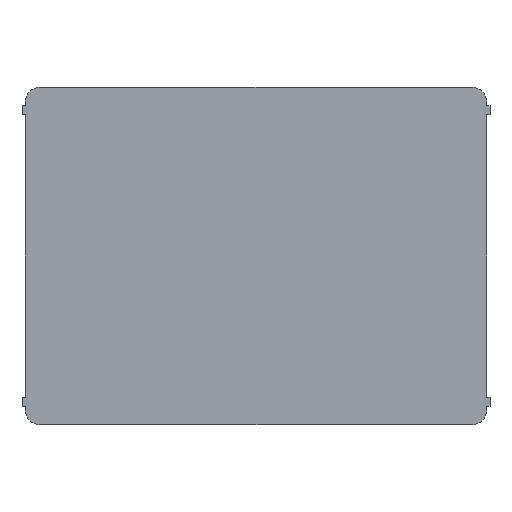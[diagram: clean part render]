
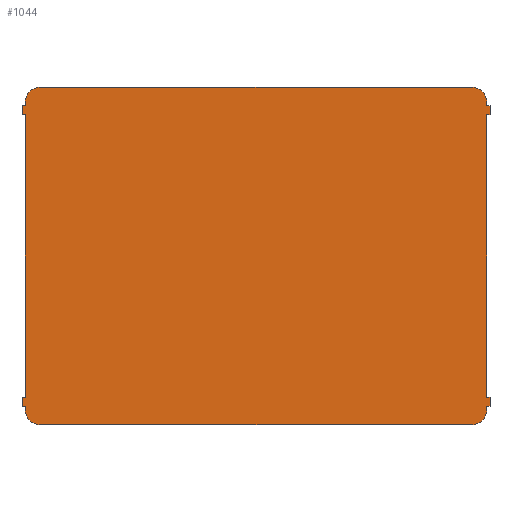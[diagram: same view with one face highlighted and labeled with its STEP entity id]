
A CAD part, front view. The second image highlights one B-rep face of the part: STEP entity #1044.
In plain terms, the highlighted planar face has unit normal (0, -1, 0).
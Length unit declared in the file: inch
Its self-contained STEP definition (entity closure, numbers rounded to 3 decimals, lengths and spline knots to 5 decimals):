
#26=CIRCLE('',#1106,0.625);
#27=CIRCLE('',#1107,0.625);
#28=CIRCLE('',#1108,0.625);
#29=CIRCLE('',#1109,0.625);
#50=FACE_OUTER_BOUND('',#109,.T.);
#109=EDGE_LOOP('',(#729,#730,#731,#732,#733,#734,#735,#736,#737,#738,#739,
#740,#741,#742,#743,#744,#745,#746,#747,#748,#749,#750,#751,#752));
#162=LINE('',#1466,#298);
#166=LINE('',#1474,#302);
#170=LINE('',#1482,#306);
#174=LINE('',#1491,#310);
#178=LINE('',#1499,#314);
#182=LINE('',#1507,#318);
#188=LINE('',#1519,#324);
#199=LINE('',#1545,#335);
#209=LINE('',#1569,#345);
#210=LINE('',#1571,#346);
#211=LINE('',#1572,#347);
#212=LINE('',#1574,#348);
#213=LINE('',#1576,#349);
#214=LINE('',#1577,#350);
#215=LINE('',#1581,#351);
#216=LINE('',#1583,#352);
#217=LINE('',#1584,#353);
#218=LINE('',#1586,#354);
#219=LINE('',#1588,#355);
#220=LINE('',#1589,#356);
#298=VECTOR('',#1177,11.375);
#302=VECTOR('',#1181,0.125);
#306=VECTOR('',#1185,0.125);
#310=VECTOR('',#1191,0.125);
#314=VECTOR('',#1195,0.125);
#318=VECTOR('',#1199,11.375);
#324=VECTOR('',#1207,17.375);
#335=VECTOR('',#1224,17.375);
#345=VECTOR('',#1244,0.125);
#346=VECTOR('',#1245,0.375);
#347=VECTOR('',#1246,0.125);
#348=VECTOR('',#1247,0.125);
#349=VECTOR('',#1248,0.375);
#350=VECTOR('',#1249,0.125);
#351=VECTOR('',#1254,0.125);
#352=VECTOR('',#1255,0.375);
#353=VECTOR('',#1256,0.125);
#354=VECTOR('',#1257,0.125);
#355=VECTOR('',#1258,0.375);
#356=VECTOR('',#1259,0.125);
#433=VERTEX_POINT('',#1462);
#435=VERTEX_POINT('',#1465);
#438=VERTEX_POINT('',#1471);
#439=VERTEX_POINT('',#1473);
#442=VERTEX_POINT('',#1479);
#443=VERTEX_POINT('',#1481);
#445=VERTEX_POINT('',#1487);
#447=VERTEX_POINT('',#1490);
#450=VERTEX_POINT('',#1496);
#451=VERTEX_POINT('',#1498);
#454=VERTEX_POINT('',#1504);
#455=VERTEX_POINT('',#1506);
#457=VERTEX_POINT('',#1512);
#460=VERTEX_POINT('',#1517);
#471=VERTEX_POINT('',#1542);
#472=VERTEX_POINT('',#1544);
#481=VERTEX_POINT('',#1568);
#482=VERTEX_POINT('',#1570);
#483=VERTEX_POINT('',#1573);
#484=VERTEX_POINT('',#1575);
#485=VERTEX_POINT('',#1580);
#486=VERTEX_POINT('',#1582);
#487=VERTEX_POINT('',#1585);
#488=VERTEX_POINT('',#1587);
#530=EDGE_CURVE('',#433,#435,#162,.T.);
#534=EDGE_CURVE('',#438,#439,#166,.T.);
#538=EDGE_CURVE('',#442,#443,#170,.T.);
#542=EDGE_CURVE('',#445,#447,#174,.T.);
#546=EDGE_CURVE('',#450,#451,#178,.T.);
#550=EDGE_CURVE('',#454,#455,#182,.T.);
#556=EDGE_CURVE('',#460,#457,#188,.T.);
#567=EDGE_CURVE('',#471,#472,#199,.T.);
#577=EDGE_CURVE('',#450,#472,#26,.T.);
#578=EDGE_CURVE('',#471,#439,#27,.T.);
#579=EDGE_CURVE('',#481,#438,#209,.T.);
#580=EDGE_CURVE('',#482,#481,#210,.T.);
#581=EDGE_CURVE('',#482,#435,#211,.T.);
#582=EDGE_CURVE('',#483,#433,#212,.T.);
#583=EDGE_CURVE('',#484,#483,#213,.T.);
#584=EDGE_CURVE('',#484,#443,#214,.T.);
#585=EDGE_CURVE('',#442,#457,#28,.T.);
#586=EDGE_CURVE('',#460,#447,#29,.T.);
#587=EDGE_CURVE('',#485,#445,#215,.T.);
#588=EDGE_CURVE('',#486,#485,#216,.T.);
#589=EDGE_CURVE('',#486,#455,#217,.T.);
#590=EDGE_CURVE('',#487,#454,#218,.T.);
#591=EDGE_CURVE('',#488,#487,#219,.T.);
#592=EDGE_CURVE('',#488,#451,#220,.T.);
#729=ORIENTED_EDGE('',*,*,#546,.F.);
#730=ORIENTED_EDGE('',*,*,#577,.T.);
#731=ORIENTED_EDGE('',*,*,#567,.F.);
#732=ORIENTED_EDGE('',*,*,#578,.T.);
#733=ORIENTED_EDGE('',*,*,#534,.F.);
#734=ORIENTED_EDGE('',*,*,#579,.F.);
#735=ORIENTED_EDGE('',*,*,#580,.F.);
#736=ORIENTED_EDGE('',*,*,#581,.T.);
#737=ORIENTED_EDGE('',*,*,#530,.F.);
#738=ORIENTED_EDGE('',*,*,#582,.F.);
#739=ORIENTED_EDGE('',*,*,#583,.F.);
#740=ORIENTED_EDGE('',*,*,#584,.T.);
#741=ORIENTED_EDGE('',*,*,#538,.F.);
#742=ORIENTED_EDGE('',*,*,#585,.T.);
#743=ORIENTED_EDGE('',*,*,#556,.F.);
#744=ORIENTED_EDGE('',*,*,#586,.T.);
#745=ORIENTED_EDGE('',*,*,#542,.F.);
#746=ORIENTED_EDGE('',*,*,#587,.F.);
#747=ORIENTED_EDGE('',*,*,#588,.F.);
#748=ORIENTED_EDGE('',*,*,#589,.T.);
#749=ORIENTED_EDGE('',*,*,#550,.F.);
#750=ORIENTED_EDGE('',*,*,#590,.F.);
#751=ORIENTED_EDGE('',*,*,#591,.F.);
#752=ORIENTED_EDGE('',*,*,#592,.T.);
#993=PLANE('',#1105);
#1044=ADVANCED_FACE('',(#50),#993,.T.);
#1105=AXIS2_PLACEMENT_3D('',#1565,#1238,#1239);
#1106=AXIS2_PLACEMENT_3D('',#1566,#1240,#1241);
#1107=AXIS2_PLACEMENT_3D('',#1567,#1242,#1243);
#1108=AXIS2_PLACEMENT_3D('',#1578,#1250,#1251);
#1109=AXIS2_PLACEMENT_3D('',#1579,#1252,#1253);
#1177=DIRECTION('',(0.,0.,-1.));
#1181=DIRECTION('',(0.,0.,-1.));
#1185=DIRECTION('',(0.,0.,-1.));
#1191=DIRECTION('',(0.,0.,1.));
#1195=DIRECTION('',(0.,0.,1.));
#1199=DIRECTION('',(0.,0.,1.));
#1207=DIRECTION('',(1.,0.,0.));
#1224=DIRECTION('',(-1.,0.,0.));
#1238=DIRECTION('center_axis',(0.,-1.,0.));
#1239=DIRECTION('ref_axis',(0.,0.,-1.));
#1240=DIRECTION('center_axis',(0.,-1.,0.));
#1241=DIRECTION('ref_axis',(0.,0.,-1.));
#1242=DIRECTION('center_axis',(0.,-1.,0.));
#1243=DIRECTION('ref_axis',(0.,0.,-1.));
#1244=DIRECTION('',(-1.,0.,0.));
#1245=DIRECTION('',(0.,0.,-1.));
#1246=DIRECTION('',(-1.,0.,0.));
#1247=DIRECTION('',(-1.,0.,0.));
#1248=DIRECTION('',(0.,0.,-1.));
#1249=DIRECTION('',(-1.,0.,0.));
#1250=DIRECTION('center_axis',(0.,-1.,0.));
#1251=DIRECTION('ref_axis',(0.,0.,-1.));
#1252=DIRECTION('center_axis',(0.,-1.,0.));
#1253=DIRECTION('ref_axis',(0.,0.,-1.));
#1254=DIRECTION('',(1.,0.,0.));
#1255=DIRECTION('',(0.,0.,1.));
#1256=DIRECTION('',(1.,0.,0.));
#1257=DIRECTION('',(1.,0.,0.));
#1258=DIRECTION('',(0.,0.,1.));
#1259=DIRECTION('',(1.,0.,0.));
#1462=CARTESIAN_POINT('',(18.625,0.,-1.125));
#1465=CARTESIAN_POINT('',(18.625,0.,-12.5));
#1466=CARTESIAN_POINT('',(18.625,0.,0.));
#1471=CARTESIAN_POINT('',(18.625,0.,-12.875));
#1473=CARTESIAN_POINT('',(18.625,0.,-13.));
#1474=CARTESIAN_POINT('',(18.625,0.,0.));
#1479=CARTESIAN_POINT('',(18.625,0.,-0.625));
#1481=CARTESIAN_POINT('',(18.625,0.,-0.75));
#1482=CARTESIAN_POINT('',(18.625,0.,0.));
#1487=CARTESIAN_POINT('',(0.,0.,-0.75));
#1490=CARTESIAN_POINT('',(0.,0.,-0.625));
#1491=CARTESIAN_POINT('',(0.,0.,0.));
#1496=CARTESIAN_POINT('',(0.,0.,-13.));
#1498=CARTESIAN_POINT('',(0.,0.,-12.875));
#1499=CARTESIAN_POINT('',(0.,0.,0.));
#1504=CARTESIAN_POINT('',(0.,0.,-12.5));
#1506=CARTESIAN_POINT('',(0.,0.,-1.125));
#1507=CARTESIAN_POINT('',(0.,0.,0.));
#1512=CARTESIAN_POINT('',(18.,0.,0.));
#1517=CARTESIAN_POINT('',(0.625,0.,0.));
#1519=CARTESIAN_POINT('',(0.,0.,0.));
#1542=CARTESIAN_POINT('',(18.,0.,-13.625));
#1544=CARTESIAN_POINT('',(0.625,0.,-13.625));
#1545=CARTESIAN_POINT('',(0.,0.,-13.625));
#1565=CARTESIAN_POINT('Origin',(0.,0.,0.));
#1566=CARTESIAN_POINT('Origin',(0.625,0.,-13.));
#1567=CARTESIAN_POINT('Origin',(18.,0.,-13.));
#1568=CARTESIAN_POINT('',(18.75,0.,-12.875));
#1569=CARTESIAN_POINT('',(18.75,0.,-12.875));
#1570=CARTESIAN_POINT('',(18.75,0.,-12.5));
#1571=CARTESIAN_POINT('',(18.75,0.,-12.875));
#1572=CARTESIAN_POINT('',(18.75,0.,-12.5));
#1573=CARTESIAN_POINT('',(18.75,0.,-1.125));
#1574=CARTESIAN_POINT('',(18.75,0.,-1.125));
#1575=CARTESIAN_POINT('',(18.75,0.,-0.75));
#1576=CARTESIAN_POINT('',(18.75,0.,-1.125));
#1577=CARTESIAN_POINT('',(18.75,0.,-0.75));
#1578=CARTESIAN_POINT('Origin',(18.,0.,-0.625));
#1579=CARTESIAN_POINT('Origin',(0.625,0.,-0.625));
#1580=CARTESIAN_POINT('',(-0.125,0.,-0.75));
#1581=CARTESIAN_POINT('',(-0.125,0.,-0.75));
#1582=CARTESIAN_POINT('',(-0.125,0.,-1.125));
#1583=CARTESIAN_POINT('',(-0.125,0.,-0.75));
#1584=CARTESIAN_POINT('',(-0.125,0.,-1.125));
#1585=CARTESIAN_POINT('',(-0.125,0.,-12.5));
#1586=CARTESIAN_POINT('',(-0.125,0.,-12.5));
#1587=CARTESIAN_POINT('',(-0.125,0.,-12.875));
#1588=CARTESIAN_POINT('',(-0.125,0.,-12.875));
#1589=CARTESIAN_POINT('',(-0.125,0.,-12.875));
